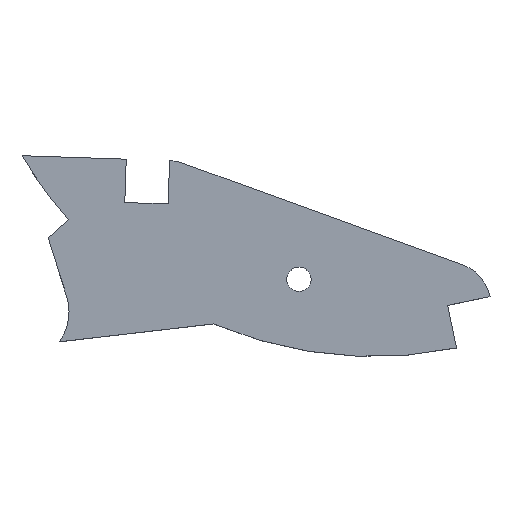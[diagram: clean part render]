
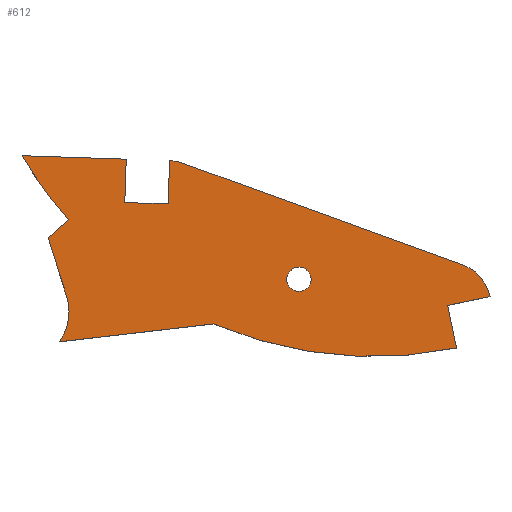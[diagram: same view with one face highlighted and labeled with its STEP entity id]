
A CAD part, top view. The second image highlights one B-rep face of the part: STEP entity #612.
In plain terms, the highlighted planar face has unit normal (0, 0, 1).
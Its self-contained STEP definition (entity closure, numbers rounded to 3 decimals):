
#36=CARTESIAN_POINT('Axis2P3D Location',(429.291,26.659,6.)) ;
#40=CARTESIAN_POINT('Vertex',(394.155,-4.558,6.)) ;
#42=CARTESIAN_POINT('Vertex',(388.795,2.803,6.)) ;
#82=CARTESIAN_POINT('Control Point',(400.809,2.402,6.)) ;
#83=CARTESIAN_POINT('Control Point',(398.404,2.483,6.)) ;
#84=CARTESIAN_POINT('Control Point',(395.999,2.563,6.)) ;
#85=CARTESIAN_POINT('Control Point',(393.597,2.643,6.)) ;
#86=CARTESIAN_POINT('Control Point',(391.195,2.723,6.)) ;
#87=CARTESIAN_POINT('Control Point',(388.795,2.803,6.)) ;
#88=CARTESIAN_POINT('Vertex',(400.809,2.402,6.)) ;
#118=CARTESIAN_POINT('Line Origine',(400.725,-0.096,6.)) ;
#122=CARTESIAN_POINT('Vertex',(400.642,-2.595,6.)) ;
#149=CARTESIAN_POINT('Line Origine',(403.14,-2.679,6.)) ;
#153=CARTESIAN_POINT('Vertex',(405.639,-2.762,6.)) ;
#180=CARTESIAN_POINT('Line Origine',(405.722,-0.264,6.)) ;
#184=CARTESIAN_POINT('Vertex',(405.806,2.235,6.)) ;
#211=CARTESIAN_POINT('Axis2P3D Location',(405.639,-2.762,6.)) ;
#215=CARTESIAN_POINT('Vertex',(407.346,1.937,6.)) ;
#242=CARTESIAN_POINT('Line Origine',(423.452,-3.915,6.)) ;
#246=CARTESIAN_POINT('Vertex',(439.557,-9.767,6.)) ;
#273=CARTESIAN_POINT('Axis2P3D Location',(437.852,-14.459,6.)) ;
#277=CARTESIAN_POINT('Vertex',(442.739,-13.437,6.)) ;
#304=CARTESIAN_POINT('Line Origine',(440.296,-13.948,6.)) ;
#308=CARTESIAN_POINT('Vertex',(437.852,-14.459,6.)) ;
#335=CARTESIAN_POINT('Line Origine',(438.362,-16.906,6.)) ;
#339=CARTESIAN_POINT('Vertex',(438.872,-19.354,6.)) ;
#361=CARTESIAN_POINT('Axis2P3D Location',(429.291,26.659,6.)) ;
#365=CARTESIAN_POINT('Vertex',(410.878,-16.584,6.)) ;
#392=CARTESIAN_POINT('Line Origine',(401.997,-17.614,6.)) ;
#396=CARTESIAN_POINT('Vertex',(393.117,-18.645,6.)) ;
#423=CARTESIAN_POINT('Axis2P3D Location',(388.214,-15.187,6.)) ;
#427=CARTESIAN_POINT('Vertex',(393.932,-13.371,6.)) ;
#454=CARTESIAN_POINT('Line Origine',(392.865,-10.012,6.)) ;
#458=CARTESIAN_POINT('Vertex',(391.798,-6.652,6.)) ;
#485=CARTESIAN_POINT('Line Origine',(392.977,-5.605,6.)) ;
#513=CARTESIAN_POINT('Vertex',(419.318,-11.438,6.)) ;
#527=CARTESIAN_POINT('Vertex',(422.118,-11.438,6.)) ;
#530=CARTESIAN_POINT('Axis2P3D Location',(420.718,-11.438,6.)) ;
#547=CARTESIAN_POINT('Axis2P3D Location',(420.718,-11.438,6.)) ;
#586=CARTESIAN_POINT('Axis2P3D Location',(0.,0.,6.)) ;
#120=VECTOR('Line Direction',#119,1.) ;
#151=VECTOR('Line Direction',#150,1.) ;
#182=VECTOR('Line Direction',#181,1.) ;
#244=VECTOR('Line Direction',#243,1.) ;
#306=VECTOR('Line Direction',#305,1.) ;
#337=VECTOR('Line Direction',#336,1.) ;
#394=VECTOR('Line Direction',#393,1.) ;
#456=VECTOR('Line Direction',#455,1.) ;
#487=VECTOR('Line Direction',#486,1.) ;
#37=DIRECTION('Axis2P3D Direction',(0.,0.,-1.)) ;
#119=DIRECTION('Vector Direction',(0.033,0.999,0.)) ;
#150=DIRECTION('Vector Direction',(-0.999,0.033,0.)) ;
#181=DIRECTION('Vector Direction',(-0.034,-0.999,0.)) ;
#212=DIRECTION('Axis2P3D Direction',(0.,0.,-1.)) ;
#243=DIRECTION('Vector Direction',(-0.94,0.342,0.)) ;
#274=DIRECTION('Axis2P3D Direction',(0.,0.,-1.)) ;
#305=DIRECTION('Vector Direction',(-0.979,-0.205,0.)) ;
#336=DIRECTION('Vector Direction',(0.204,-0.979,0.)) ;
#362=DIRECTION('Axis2P3D Direction',(0.,0.,-1.)) ;
#393=DIRECTION('Vector Direction',(0.993,0.115,0.)) ;
#424=DIRECTION('Axis2P3D Direction',(0.,0.,-1.)) ;
#455=DIRECTION('Vector Direction',(0.303,-0.953,0.)) ;
#486=DIRECTION('Vector Direction',(-0.748,-0.664,0.)) ;
#531=DIRECTION('Axis2P3D Direction',(0.,0.,-1.)) ;
#548=DIRECTION('Axis2P3D Direction',(0.,0.,-1.)) ;
#587=DIRECTION('Axis2P3D Direction',(0.,0.,-1.)) ;
#588=DIRECTION('Axis2P3D XDirection',(1.,0.,0.)) ;
#38=AXIS2_PLACEMENT_3D('Circle Axis2P3D',#36,#37,$) ;
#213=AXIS2_PLACEMENT_3D('Circle Axis2P3D',#211,#212,$) ;
#275=AXIS2_PLACEMENT_3D('Circle Axis2P3D',#273,#274,$) ;
#363=AXIS2_PLACEMENT_3D('Circle Axis2P3D',#361,#362,$) ;
#425=AXIS2_PLACEMENT_3D('Circle Axis2P3D',#423,#424,$) ;
#532=AXIS2_PLACEMENT_3D('Circle Axis2P3D',#530,#531,$) ;
#549=AXIS2_PLACEMENT_3D('Circle Axis2P3D',#547,#548,$) ;
#589=AXIS2_PLACEMENT_3D('Plane Axis2P3D',#586,#587,#588) ;
#121=LINE('Line',#118,#120) ;
#152=LINE('Line',#149,#151) ;
#183=LINE('Line',#180,#182) ;
#245=LINE('Line',#242,#244) ;
#307=LINE('Line',#304,#306) ;
#338=LINE('Line',#335,#337) ;
#395=LINE('Line',#392,#394) ;
#457=LINE('Line',#454,#456) ;
#488=LINE('Line',#485,#487) ;
#39=CIRCLE('generated circle',#38,47.) ;
#214=CIRCLE('generated circle',#213,5.) ;
#276=CIRCLE('generated circle',#275,4.992) ;
#364=CIRCLE('generated circle',#363,47.) ;
#426=CIRCLE('generated circle',#425,6.) ;
#533=CIRCLE('generated circle',#532,1.4) ;
#550=CIRCLE('generated circle',#549,1.4) ;
#590=PLANE('',#589) ;
#611=FACE_BOUND('',#608,.T.) ;
#44=EDGE_CURVE('',#41,#43,#39,.T.) ;
#90=EDGE_CURVE('',#43,#89,#81,.F.) ;
#124=EDGE_CURVE('',#89,#123,#121,.F.) ;
#155=EDGE_CURVE('',#123,#154,#152,.F.) ;
#186=EDGE_CURVE('',#154,#185,#183,.F.) ;
#217=EDGE_CURVE('',#185,#216,#214,.T.) ;
#248=EDGE_CURVE('',#216,#247,#245,.F.) ;
#279=EDGE_CURVE('',#247,#278,#276,.T.) ;
#310=EDGE_CURVE('',#278,#309,#307,.T.) ;
#341=EDGE_CURVE('',#309,#340,#338,.T.) ;
#367=EDGE_CURVE('',#340,#366,#364,.T.) ;
#398=EDGE_CURVE('',#366,#397,#395,.F.) ;
#429=EDGE_CURVE('',#397,#428,#426,.F.) ;
#460=EDGE_CURVE('',#428,#459,#457,.F.) ;
#489=EDGE_CURVE('',#459,#41,#488,.F.) ;
#534=EDGE_CURVE('',#514,#528,#533,.T.) ;
#551=EDGE_CURVE('',#528,#514,#550,.T.) ;
#592=ORIENTED_EDGE('',*,*,#489,.F.) ;
#593=ORIENTED_EDGE('',*,*,#460,.F.) ;
#594=ORIENTED_EDGE('',*,*,#429,.F.) ;
#595=ORIENTED_EDGE('',*,*,#398,.F.) ;
#596=ORIENTED_EDGE('',*,*,#367,.F.) ;
#597=ORIENTED_EDGE('',*,*,#341,.F.) ;
#598=ORIENTED_EDGE('',*,*,#310,.F.) ;
#599=ORIENTED_EDGE('',*,*,#279,.F.) ;
#600=ORIENTED_EDGE('',*,*,#248,.F.) ;
#601=ORIENTED_EDGE('',*,*,#217,.F.) ;
#602=ORIENTED_EDGE('',*,*,#186,.F.) ;
#603=ORIENTED_EDGE('',*,*,#155,.F.) ;
#604=ORIENTED_EDGE('',*,*,#124,.F.) ;
#605=ORIENTED_EDGE('',*,*,#90,.F.) ;
#606=ORIENTED_EDGE('',*,*,#44,.F.) ;
#609=ORIENTED_EDGE('',*,*,#551,.T.) ;
#610=ORIENTED_EDGE('',*,*,#534,.T.) ;
#591=EDGE_LOOP('',(#592,#593,#594,#595,#596,#597,#598,#599,#600,#601,#602,#603,#604,#605,#606)) ;
#608=EDGE_LOOP('',(#609,#610)) ;
#41=VERTEX_POINT('',#40) ;
#43=VERTEX_POINT('',#42) ;
#89=VERTEX_POINT('',#88) ;
#123=VERTEX_POINT('',#122) ;
#154=VERTEX_POINT('',#153) ;
#185=VERTEX_POINT('',#184) ;
#216=VERTEX_POINT('',#215) ;
#247=VERTEX_POINT('',#246) ;
#278=VERTEX_POINT('',#277) ;
#309=VERTEX_POINT('',#308) ;
#340=VERTEX_POINT('',#339) ;
#366=VERTEX_POINT('',#365) ;
#397=VERTEX_POINT('',#396) ;
#428=VERTEX_POINT('',#427) ;
#459=VERTEX_POINT('',#458) ;
#514=VERTEX_POINT('',#513) ;
#528=VERTEX_POINT('',#527) ;
#612=ADVANCED_FACE('PartBody',(#607,#611),#590,.F.) ;
#81=B_SPLINE_CURVE_WITH_KNOTS('',5,(#82,#83,#84,#85,#86,#87),.UNSPECIFIED.,.F.,.U.,(6,6),(500119.005,500131.05),.UNSPECIFIED.) ;
#607=FACE_OUTER_BOUND('',#591,.T.) ;
